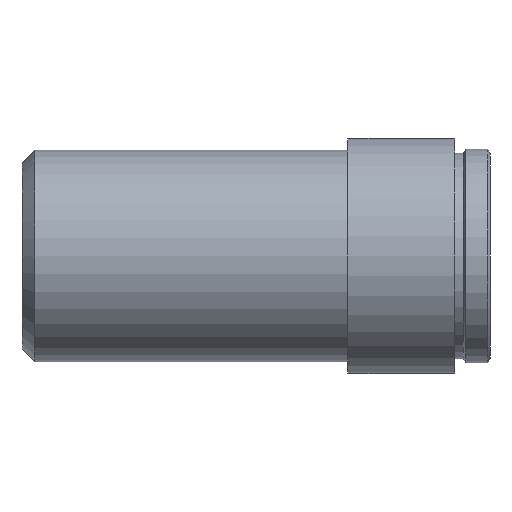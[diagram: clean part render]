
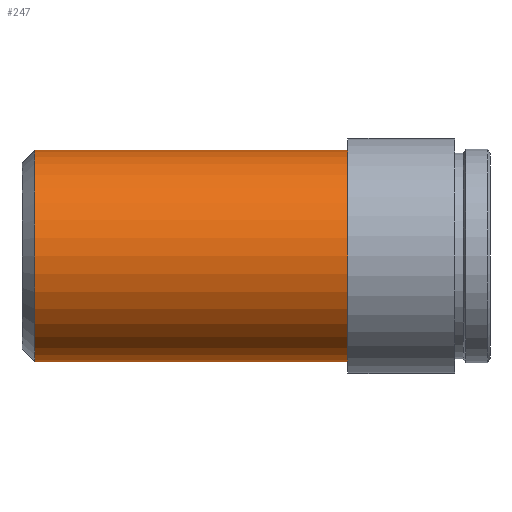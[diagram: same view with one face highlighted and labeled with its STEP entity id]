
A CAD part, front view. The second image highlights one B-rep face of the part: STEP entity #247.
In plain terms, the highlighted cylindrical face has radius 12.573 mm (diameter 25.146 mm), a partial arc.
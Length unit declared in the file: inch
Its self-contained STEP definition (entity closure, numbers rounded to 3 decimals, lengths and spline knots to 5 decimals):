
#210 = VERTEX_POINT ( 'NONE', #941 ) ;
#213 = EDGE_CURVE ( 'NONE', #210, #331, #924, .T. ) ;
#247 = ADVANCED_FACE ( 'NONE', ( #997 ), #1368, .T. ) ;
#282 = VERTEX_POINT ( 'NONE', #1323 ) ;
#288 = ORIENTED_EDGE ( 'NONE', *, *, #289, .F. ) ;
#289 = EDGE_CURVE ( 'NONE', #331, #282, #1177, .T. ) ;
#327 = VERTEX_POINT ( 'NONE', #1126 ) ;
#331 = VERTEX_POINT ( 'NONE', #1125 ) ;
#333 = EDGE_LOOP ( 'NONE', ( #344, #338, #340, #288 ) ) ;
#338 = ORIENTED_EDGE ( 'NONE', *, *, #339, .T. ) ;
#339 = EDGE_CURVE ( 'NONE', #210, #327, #1078, .T. ) ;
#340 = ORIENTED_EDGE ( 'NONE', *, *, #345, .T. ) ;
#344 = ORIENTED_EDGE ( 'NONE', *, *, #213, .F. ) ;
#345 = EDGE_CURVE ( 'NONE', #327, #282, #1590, .T. ) ;
#924 = LINE ( 'NONE', #930, #929 ) ;
#928 = DIRECTION ( 'NONE',  ( 1., 0., 0. ) ) ;
#929 = VECTOR ( 'NONE', #928, 39.37008 ) ;
#930 = CARTESIAN_POINT ( 'NONE',  ( 0., 0., 0.495 ) ) ;
#941 = CARTESIAN_POINT ( 'NONE',  ( -1.508, 0., 0.495 ) ) ;
#997 = FACE_OUTER_BOUND ( 'NONE', #333, .T. ) ;
#1074 = DIRECTION ( 'NONE',  ( 0., 0., -1. ) ) ;
#1075 = DIRECTION ( 'NONE',  ( 1., 0., 0. ) ) ;
#1076 = CARTESIAN_POINT ( 'NONE',  ( -1.508, 0., 0. ) ) ;
#1077 = AXIS2_PLACEMENT_3D ( 'NONE', #1076, #1075, #1074 ) ;
#1078 = CIRCLE ( 'NONE', #1077, 0.495 ) ;
#1125 = CARTESIAN_POINT ( 'NONE',  ( 0., 0., 0.495 ) ) ;
#1126 = CARTESIAN_POINT ( 'NONE',  ( -1.508, 0., -0.495 ) ) ;
#1147 = CARTESIAN_POINT ( 'NONE',  ( 0., 0., 0. ) ) ;
#1174 = DIRECTION ( 'NONE',  ( 0., 0., -1. ) ) ;
#1175 = DIRECTION ( 'NONE',  ( 1., 0., 0. ) ) ;
#1176 = AXIS2_PLACEMENT_3D ( 'NONE', #1147, #1175, #1174 ) ;
#1177 = CIRCLE ( 'NONE', #1176, 0.495 ) ;
#1265 = DIRECTION ( 'NONE',  ( 0., 0., -1. ) ) ;
#1266 = DIRECTION ( 'NONE',  ( 1., 0., 0. ) ) ;
#1267 = CARTESIAN_POINT ( 'NONE',  ( 0., 0., 0. ) ) ;
#1268 = AXIS2_PLACEMENT_3D ( 'NONE', #1267, #1266, #1265 ) ;
#1323 = CARTESIAN_POINT ( 'NONE',  ( 0., 0., -0.495 ) ) ;
#1368 = CYLINDRICAL_SURFACE ( 'NONE', #1268, 0.495 ) ;
#1587 = DIRECTION ( 'NONE',  ( 1., 0., 0. ) ) ;
#1588 = VECTOR ( 'NONE', #1587, 39.37008 ) ;
#1589 = CARTESIAN_POINT ( 'NONE',  ( 0., 0., -0.495 ) ) ;
#1590 = LINE ( 'NONE', #1589, #1588 ) ;
